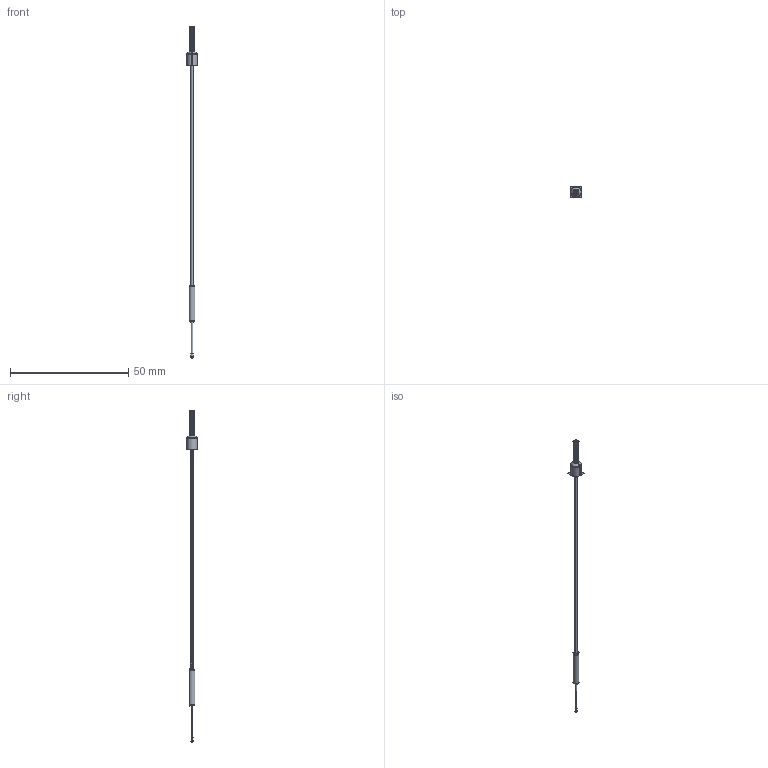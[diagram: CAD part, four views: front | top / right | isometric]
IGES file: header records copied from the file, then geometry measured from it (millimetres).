
Start section:  PTC IGES file: 203931.igs
Global section: file name: 203931.igs; native system: Creo Parametric by PTC Inc.; preprocessor: 2016260; author: pdmadmin; organization: Unknown; date: 20171206.083426; units: millimetre
Bounding box: 4.79 x 4.78 x 140.36 mm (x, y, z)
Volume: 241.3 mm3; surface area: 6468.6 mm2
Topology: 5 solids, 5 shells, 668 faces, 3566 edges, 4674 vertices
Faces by surface type: revolution 634, bspline 34
